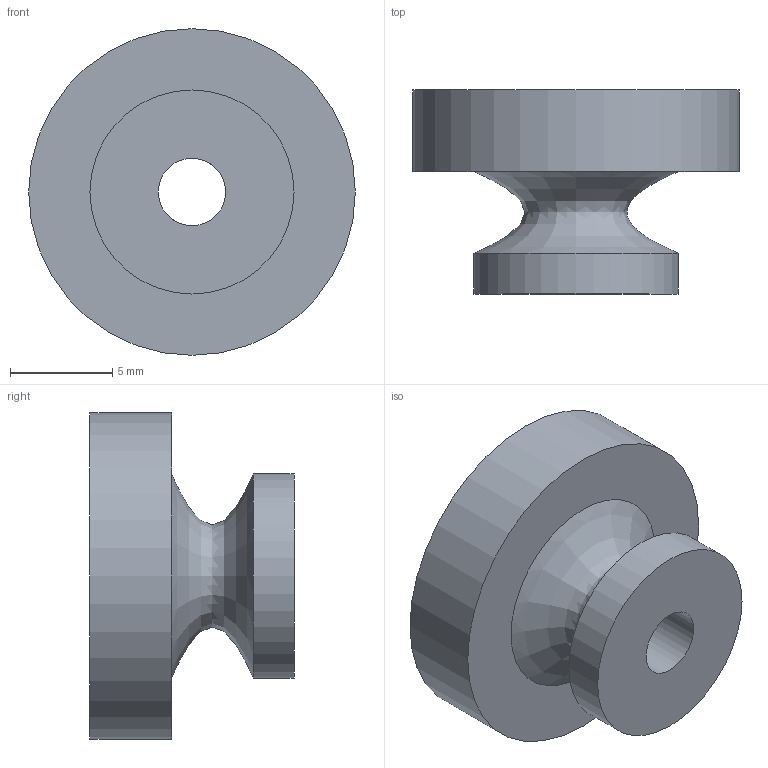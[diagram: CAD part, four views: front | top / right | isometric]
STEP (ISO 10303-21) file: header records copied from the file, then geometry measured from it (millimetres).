
FILE_DESCRIPTION(/* description */ (''),/* implementation_level */ '2;1');
FILE_NAME(/* name */ '03-02-ContactKnob v2.step',/* time_stamp */ '2024-01-20T13:38:47+01:00',/* author */ (''),/* organization */ (''),/* preprocessor_version */ 'ST-DEVELOPER v20',/* originating_system */ 'Autodesk Translation Framework v12.14.0.127',/* authorisation */ '');
FILE_SCHEMA (('AUTOMOTIVE_DESIGN { 1 0 10303 214 3 1 1 }'));
Length unit declared in the file: millimetre
Products named in the file (1): 03-02-ContactKnob
Bounding box: 16 x 10 x 16 mm (x, y, z)
Volume: 821.3 mm3; surface area: 896.8 mm2
Topology: 1 solids, 1 shells, 7 faces, 15 edges, 10 vertices
Faces by surface type: cylinder 3, bspline 2, plane 2
Full cylindrical faces by diameter (mm): 3.3 x1, 10 x1, 16 x1
Entity records: 552 total; most frequent: CARTESIAN_POINT 369, DIRECTION 31, ORIENTED_EDGE 30, EDGE_CURVE 15, AXIS2_PLACEMENT_3D 14, VERTEX_POINT 10, EDGE_LOOP 9, CIRCLE 8
